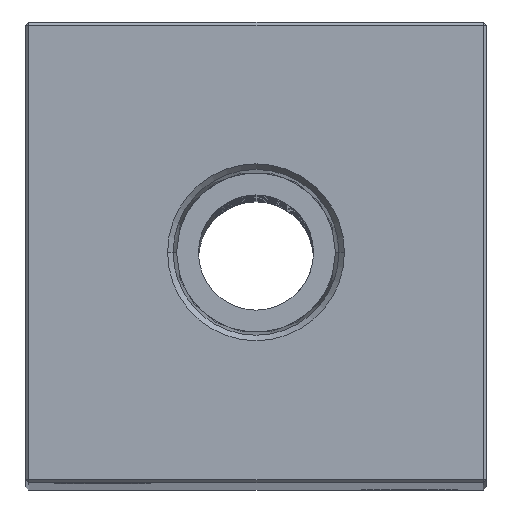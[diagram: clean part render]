
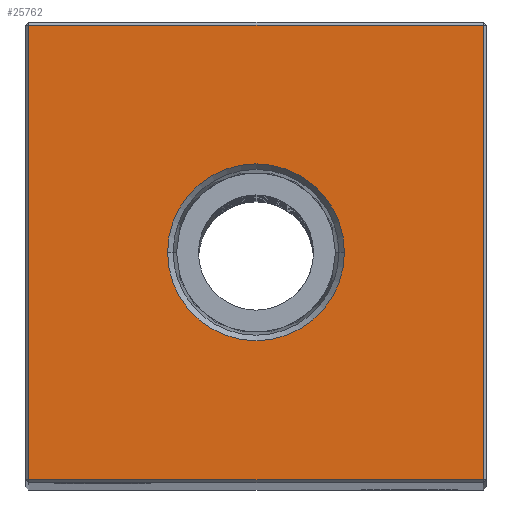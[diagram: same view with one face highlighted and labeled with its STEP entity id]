
A CAD part, top view. The second image highlights one B-rep face of the part: STEP entity #25762.
In plain terms, the highlighted planar face has unit normal (0, 0, 1).
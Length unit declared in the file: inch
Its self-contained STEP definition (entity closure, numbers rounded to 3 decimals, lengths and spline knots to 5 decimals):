
#24 = CARTESIAN_POINT ( 'NONE',  ( 0., 0.74, 13.75 ) ) ;
#374 = DIRECTION ( 'NONE',  ( 1., 0., 0. ) ) ;
#375 = AXIS2_PLACEMENT_3D ( 'NONE', #25048, #9195, #14904 ) ;
#521 = VERTEX_POINT ( 'NONE', #19789 ) ;
#523 = VERTEX_POINT ( 'NONE', #4336 ) ;
#760 = CARTESIAN_POINT ( 'NONE',  ( 0., -0.74, 13.75 ) ) ;
#879 = VECTOR ( 'NONE', #13342, 39.37008 ) ;
#1144 = CARTESIAN_POINT ( 'NONE',  ( 0.288, 0., 13.75 ) ) ;
#1625 = ORIENTED_EDGE ( 'NONE', *, *, #2679, .F. ) ;
#1943 = EDGE_CURVE ( 'NONE', #521, #16727, #2565, .T. ) ;
#2565 = CIRCLE ( 'NONE', #11911, 0.288 ) ;
#2599 = DIRECTION ( 'NONE',  ( 0., 0., 1. ) ) ;
#2679 = EDGE_CURVE ( 'NONE', #16727, #521, #8260, .T. ) ;
#3852 = VECTOR ( 'NONE', #374, 39.37008 ) ;
#3885 = CARTESIAN_POINT ( 'NONE',  ( -0.74, 0.74, 13.75 ) ) ;
#4336 = CARTESIAN_POINT ( 'NONE',  ( -0.74, -0.74, 13.75 ) ) ;
#5241 = CARTESIAN_POINT ( 'NONE',  ( -0.74, 0., 13.75 ) ) ;
#6308 = ORIENTED_EDGE ( 'NONE', *, *, #9770, .T. ) ;
#6464 = DIRECTION ( 'NONE',  ( 0., 0., 1. ) ) ;
#6558 = VERTEX_POINT ( 'NONE', #25296 ) ;
#6560 = EDGE_CURVE ( 'NONE', #6558, #8657, #15146, .T. ) ;
#6714 = CARTESIAN_POINT ( 'NONE',  ( 0., 0., 13.75 ) ) ;
#7738 = ORIENTED_EDGE ( 'NONE', *, *, #1943, .F. ) ;
#7944 = CARTESIAN_POINT ( 'NONE',  ( 0., 0., 13.75 ) ) ;
#8260 = CIRCLE ( 'NONE', #14188, 0.288 ) ;
#8306 = CARTESIAN_POINT ( 'NONE',  ( 0.74, 0., 13.75 ) ) ;
#8657 = VERTEX_POINT ( 'NONE', #3885 ) ;
#9015 = EDGE_CURVE ( 'NONE', #523, #18171, #26363, .T. ) ;
#9195 = DIRECTION ( 'NONE',  ( 0., 0., -1. ) ) ;
#9770 = EDGE_CURVE ( 'NONE', #8657, #523, #15341, .T. ) ;
#10306 = DIRECTION ( 'NONE',  ( 0., 1., 0. ) ) ;
#11911 = AXIS2_PLACEMENT_3D ( 'NONE', #7944, #2599, #12321 ) ;
#12246 = ORIENTED_EDGE ( 'NONE', *, *, #9015, .T. ) ;
#12321 = DIRECTION ( 'NONE',  ( 1., 0., 0. ) ) ;
#12760 = ORIENTED_EDGE ( 'NONE', *, *, #6560, .T. ) ;
#13342 = DIRECTION ( 'NONE',  ( 0., -1., 0. ) ) ;
#14108 = EDGE_LOOP ( 'NONE', ( #6308, #12246, #25003, #12760 ) ) ;
#14188 = AXIS2_PLACEMENT_3D ( 'NONE', #6714, #6464, #22816 ) ;
#14904 = DIRECTION ( 'NONE',  ( -1., 0., 0. ) ) ;
#15146 = LINE ( 'NONE', #24, #16517 ) ;
#15341 = LINE ( 'NONE', #5241, #879 ) ;
#16517 = VECTOR ( 'NONE', #19017, 39.37008 ) ;
#16727 = VERTEX_POINT ( 'NONE', #1144 ) ;
#17273 = EDGE_CURVE ( 'NONE', #18171, #6558, #18135, .T. ) ;
#17428 = FACE_OUTER_BOUND ( 'NONE', #14108, .T. ) ;
#18135 = LINE ( 'NONE', #8306, #20199 ) ;
#18171 = VERTEX_POINT ( 'NONE', #21782 ) ;
#18941 = EDGE_LOOP ( 'NONE', ( #1625, #7738 ) ) ;
#19017 = DIRECTION ( 'NONE',  ( -1., 0., 0. ) ) ;
#19789 = CARTESIAN_POINT ( 'NONE',  ( -0.288, 0., 13.75 ) ) ;
#20199 = VECTOR ( 'NONE', #10306, 39.37008 ) ;
#21297 = PLANE ( 'NONE',  #375 ) ;
#21430 = FACE_BOUND ( 'NONE', #18941, .T. ) ;
#21782 = CARTESIAN_POINT ( 'NONE',  ( 0.74, -0.74, 13.75 ) ) ;
#22816 = DIRECTION ( 'NONE',  ( 1., 0., 0. ) ) ;
#25003 = ORIENTED_EDGE ( 'NONE', *, *, #17273, .T. ) ;
#25048 = CARTESIAN_POINT ( 'NONE',  ( 0., 0., 13.75 ) ) ;
#25296 = CARTESIAN_POINT ( 'NONE',  ( 0.74, 0.74, 13.75 ) ) ;
#25762 = ADVANCED_FACE ( 'NONE', ( #17428, #21430 ), #21297, .F. ) ;
#26363 = LINE ( 'NONE', #760, #3852 ) ;
